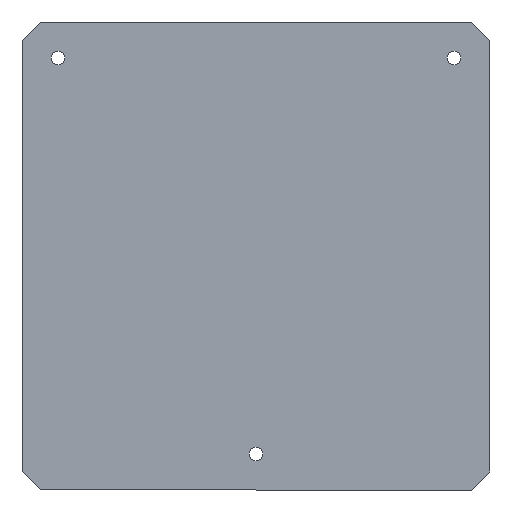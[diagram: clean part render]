
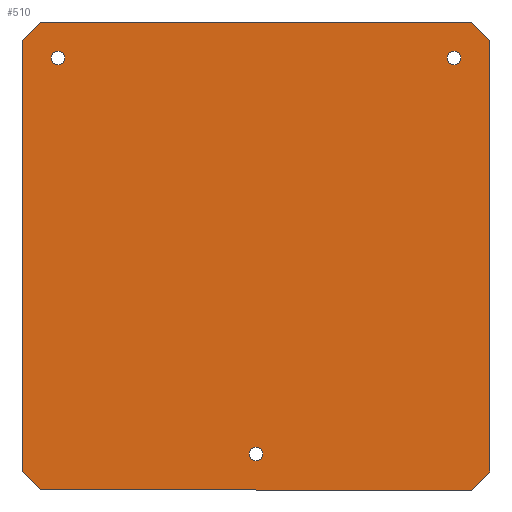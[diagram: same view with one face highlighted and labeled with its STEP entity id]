
A CAD part, front view. The second image highlights one B-rep face of the part: STEP entity #510.
In plain terms, the highlighted planar face has unit normal (0, -1, 0).
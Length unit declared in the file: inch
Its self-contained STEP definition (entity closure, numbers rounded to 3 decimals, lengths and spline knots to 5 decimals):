
#7 = CARTESIAN_POINT ( 'NONE',  ( -2.55906, -0.31496, -2.3622 ) ) ;
#11 = VERTEX_POINT ( 'NONE', #37 ) ;
#14 = EDGE_CURVE ( 'NONE', #390, #425, #269, .T. ) ;
#25 = DIRECTION ( 'NONE',  ( 0., 0., 1. ) ) ;
#35 = CIRCLE ( 'NONE', #563, 0.0725 ) ;
#37 = CARTESIAN_POINT ( 'NONE',  ( 2.55906, -0.31496, -2.3622 ) ) ;
#45 = CARTESIAN_POINT ( 'NONE',  ( 2.16535, -0.31496, 2.16535 ) ) ;
#49 = CARTESIAN_POINT ( 'NONE',  ( -2.16535, -0.31496, 2.16535 ) ) ;
#55 = DIRECTION ( 'NONE',  ( 0., 0., 1. ) ) ;
#56 = DIRECTION ( 'NONE',  ( -0.707, 0., -0.707 ) ) ;
#71 = CARTESIAN_POINT ( 'NONE',  ( 0., -0.31496, -2.16535 ) ) ;
#74 = CIRCLE ( 'NONE', #515, 0.0725 ) ;
#78 = EDGE_CURVE ( 'NONE', #436, #302, #698, .T. ) ;
#79 = CARTESIAN_POINT ( 'NONE',  ( -2.55906, -0.31496, 2.55906 ) ) ;
#85 = CARTESIAN_POINT ( 'NONE',  ( 0., -0.31496, -2.09285 ) ) ;
#86 = CARTESIAN_POINT ( 'NONE',  ( -2.16535, -0.31496, 2.23785 ) ) ;
#91 = VECTOR ( 'NONE', #456, 39.37008 ) ;
#102 = DIRECTION ( 'NONE',  ( 0., 1., 0. ) ) ;
#110 = EDGE_CURVE ( 'NONE', #520, #560, #35, .T. ) ;
#115 = VECTOR ( 'NONE', #25, 39.37008 ) ;
#124 = CARTESIAN_POINT ( 'NONE',  ( -2.55906, -0.31496, 2.3622 ) ) ;
#139 = EDGE_CURVE ( 'NONE', #786, #613, #601, .T. ) ;
#141 = CARTESIAN_POINT ( 'NONE',  ( 2.3622, -0.31496, -2.55906 ) ) ;
#142 = CARTESIAN_POINT ( 'NONE',  ( -2.55906, -0.31496, -2.55906 ) ) ;
#145 = PLANE ( 'NONE',  #654 ) ;
#150 = ORIENTED_EDGE ( 'NONE', *, *, #78, .T. ) ;
#151 = CARTESIAN_POINT ( 'NONE',  ( 2.3622, -0.31496, 2.55906 ) ) ;
#155 = ORIENTED_EDGE ( 'NONE', *, *, #668, .T. ) ;
#163 = ORIENTED_EDGE ( 'NONE', *, *, #271, .T. ) ;
#167 = DIRECTION ( 'NONE',  ( 0., 1., 0. ) ) ;
#174 = DIRECTION ( 'NONE',  ( 0., 1., 0. ) ) ;
#197 = CARTESIAN_POINT ( 'NONE',  ( 2.46063, -0.31496, 2.46063 ) ) ;
#202 = FACE_BOUND ( 'NONE', #718, .T. ) ;
#205 = ORIENTED_EDGE ( 'NONE', *, *, #682, .T. ) ;
#207 = DIRECTION ( 'NONE',  ( 0., 0., -1. ) ) ;
#209 = VECTOR ( 'NONE', #759, 39.37008 ) ;
#221 = VECTOR ( 'NONE', #56, 39.37008 ) ;
#240 = ORIENTED_EDGE ( 'NONE', *, *, #244, .T. ) ;
#243 = CARTESIAN_POINT ( 'NONE',  ( 2.16535, -0.31496, 2.16535 ) ) ;
#244 = EDGE_CURVE ( 'NONE', #342, #525, #597, .T. ) ;
#256 = CARTESIAN_POINT ( 'NONE',  ( -2.16535, -0.31496, 2.16535 ) ) ;
#259 = LINE ( 'NONE', #142, #432 ) ;
#262 = EDGE_LOOP ( 'NONE', ( #450, #411 ) ) ;
#268 = ORIENTED_EDGE ( 'NONE', *, *, #139, .T. ) ;
#269 = LINE ( 'NONE', #197, #468 ) ;
#271 = EDGE_CURVE ( 'NONE', #302, #436, #429, .T. ) ;
#279 = EDGE_CURVE ( 'NONE', #613, #786, #74, .T. ) ;
#280 = ORIENTED_EDGE ( 'NONE', *, *, #14, .T. ) ;
#302 = VERTEX_POINT ( 'NONE', #372 ) ;
#305 = DIRECTION ( 'NONE',  ( 0.707, 0., 0.707 ) ) ;
#311 = VERTEX_POINT ( 'NONE', #141 ) ;
#316 = DIRECTION ( 'NONE',  ( 0., 1., 0. ) ) ;
#334 = EDGE_LOOP ( 'NONE', ( #506, #205, #346, #280, #155, #240, #752, #767 ) ) ;
#342 = VERTEX_POINT ( 'NONE', #618 ) ;
#345 = EDGE_LOOP ( 'NONE', ( #150, #163 ) ) ;
#346 = ORIENTED_EDGE ( 'NONE', *, *, #404, .T. ) ;
#354 = DIRECTION ( 'NONE',  ( 0., 0., 1. ) ) ;
#356 = DIRECTION ( 'NONE',  ( -1., 0., 0. ) ) ;
#362 = AXIS2_PLACEMENT_3D ( 'NONE', #45, #174, #55 ) ;
#372 = CARTESIAN_POINT ( 'NONE',  ( 0., -0.31496, -2.23785 ) ) ;
#375 = CARTESIAN_POINT ( 'NONE',  ( 2.55906, -0.31496, 2.3622 ) ) ;
#384 = DIRECTION ( 'NONE',  ( 1., 0., 0. ) ) ;
#390 = VERTEX_POINT ( 'NONE', #375 ) ;
#404 = EDGE_CURVE ( 'NONE', #11, #390, #771, .T. ) ;
#405 = CARTESIAN_POINT ( 'NONE',  ( -2.3622, -0.31496, -2.55906 ) ) ;
#411 = ORIENTED_EDGE ( 'NONE', *, *, #110, .T. ) ;
#425 = VERTEX_POINT ( 'NONE', #151 ) ;
#429 = CIRCLE ( 'NONE', #793, 0.0725 ) ;
#431 = AXIS2_PLACEMENT_3D ( 'NONE', #256, #693, #503 ) ;
#432 = VECTOR ( 'NONE', #384, 39.37008 ) ;
#436 = VERTEX_POINT ( 'NONE', #85 ) ;
#449 = FACE_OUTER_BOUND ( 'NONE', #334, .T. ) ;
#450 = ORIENTED_EDGE ( 'NONE', *, *, #643, .T. ) ;
#456 = DIRECTION ( 'NONE',  ( 0., 0., -1. ) ) ;
#462 = CARTESIAN_POINT ( 'NONE',  ( 0., -0.31496, -2.16535 ) ) ;
#466 = AXIS2_PLACEMENT_3D ( 'NONE', #462, #102, #354 ) ;
#468 = VECTOR ( 'NONE', #764, 39.37008 ) ;
#470 = ORIENTED_EDGE ( 'NONE', *, *, #279, .T. ) ;
#476 = CARTESIAN_POINT ( 'NONE',  ( 2.46063, -0.31496, -2.46063 ) ) ;
#479 = VECTOR ( 'NONE', #305, 39.37008 ) ;
#489 = EDGE_CURVE ( 'NONE', #586, #532, #640, .T. ) ;
#500 = DIRECTION ( 'NONE',  ( 0., 0., 1. ) ) ;
#503 = DIRECTION ( 'NONE',  ( 0., 0., 1. ) ) ;
#506 = ORIENTED_EDGE ( 'NONE', *, *, #559, .T. ) ;
#510 = ADVANCED_FACE ( 'NONE', ( #524, #765, #202, #449 ), #145, .T. ) ;
#515 = AXIS2_PLACEMENT_3D ( 'NONE', #243, #316, #802 ) ;
#520 = VERTEX_POINT ( 'NONE', #542 ) ;
#524 = FACE_BOUND ( 'NONE', #345, .T. ) ;
#525 = VERTEX_POINT ( 'NONE', #124 ) ;
#532 = VERTEX_POINT ( 'NONE', #405 ) ;
#542 = CARTESIAN_POINT ( 'NONE',  ( -2.16535, -0.31496, 2.09285 ) ) ;
#552 = DIRECTION ( 'NONE',  ( 0., 1., 0. ) ) ;
#559 = EDGE_CURVE ( 'NONE', #532, #311, #259, .T. ) ;
#560 = VERTEX_POINT ( 'NONE', #86 ) ;
#563 = AXIS2_PLACEMENT_3D ( 'NONE', #49, #167, #649 ) ;
#572 = DIRECTION ( 'NONE',  ( 0., -1., 0. ) ) ;
#575 = CARTESIAN_POINT ( 'NONE',  ( -2.46063, -0.31496, -2.46063 ) ) ;
#586 = VERTEX_POINT ( 'NONE', #7 ) ;
#592 = CIRCLE ( 'NONE', #431, 0.0725 ) ;
#597 = LINE ( 'NONE', #666, #221 ) ;
#601 = CIRCLE ( 'NONE', #362, 0.0725 ) ;
#613 = VERTEX_POINT ( 'NONE', #663 ) ;
#618 = CARTESIAN_POINT ( 'NONE',  ( -2.3622, -0.31496, 2.55906 ) ) ;
#625 = EDGE_CURVE ( 'NONE', #525, #586, #736, .T. ) ;
#628 = CARTESIAN_POINT ( 'NONE',  ( 0., -0.31496, 0. ) ) ;
#640 = LINE ( 'NONE', #575, #209 ) ;
#643 = EDGE_CURVE ( 'NONE', #560, #520, #592, .T. ) ;
#649 = DIRECTION ( 'NONE',  ( 0., 0., 1. ) ) ;
#654 = AXIS2_PLACEMENT_3D ( 'NONE', #628, #572, #207 ) ;
#663 = CARTESIAN_POINT ( 'NONE',  ( 2.16535, -0.31496, 2.09285 ) ) ;
#666 = CARTESIAN_POINT ( 'NONE',  ( -2.46063, -0.31496, 2.46063 ) ) ;
#668 = EDGE_CURVE ( 'NONE', #425, #342, #803, .T. ) ;
#682 = EDGE_CURVE ( 'NONE', #311, #11, #762, .T. ) ;
#693 = DIRECTION ( 'NONE',  ( 0., 1., 0. ) ) ;
#698 = CIRCLE ( 'NONE', #466, 0.0725 ) ;
#703 = VECTOR ( 'NONE', #356, 39.37008 ) ;
#718 = EDGE_LOOP ( 'NONE', ( #268, #470 ) ) ;
#730 = CARTESIAN_POINT ( 'NONE',  ( 2.16535, -0.31496, 2.23785 ) ) ;
#736 = LINE ( 'NONE', #79, #91 ) ;
#740 = CARTESIAN_POINT ( 'NONE',  ( 2.55906, -0.31496, 2.55906 ) ) ;
#752 = ORIENTED_EDGE ( 'NONE', *, *, #625, .T. ) ;
#759 = DIRECTION ( 'NONE',  ( 0.707, 0., -0.707 ) ) ;
#762 = LINE ( 'NONE', #476, #479 ) ;
#764 = DIRECTION ( 'NONE',  ( -0.707, 0., 0.707 ) ) ;
#765 = FACE_BOUND ( 'NONE', #262, .T. ) ;
#767 = ORIENTED_EDGE ( 'NONE', *, *, #489, .T. ) ;
#771 = LINE ( 'NONE', #778, #115 ) ;
#778 = CARTESIAN_POINT ( 'NONE',  ( 2.55906, -0.31496, -2.55906 ) ) ;
#786 = VERTEX_POINT ( 'NONE', #730 ) ;
#793 = AXIS2_PLACEMENT_3D ( 'NONE', #71, #552, #500 ) ;
#802 = DIRECTION ( 'NONE',  ( 0., 0., 1. ) ) ;
#803 = LINE ( 'NONE', #740, #703 ) ;
